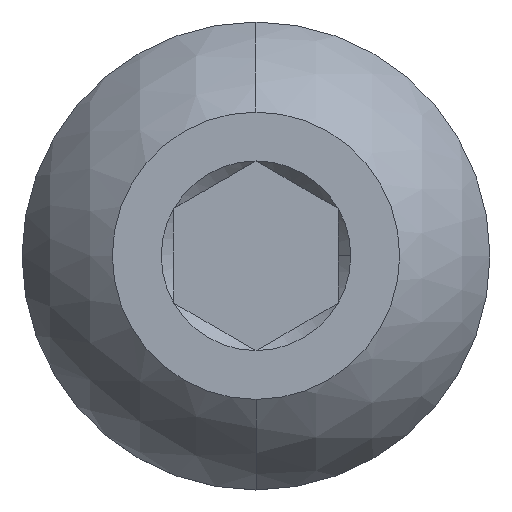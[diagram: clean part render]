
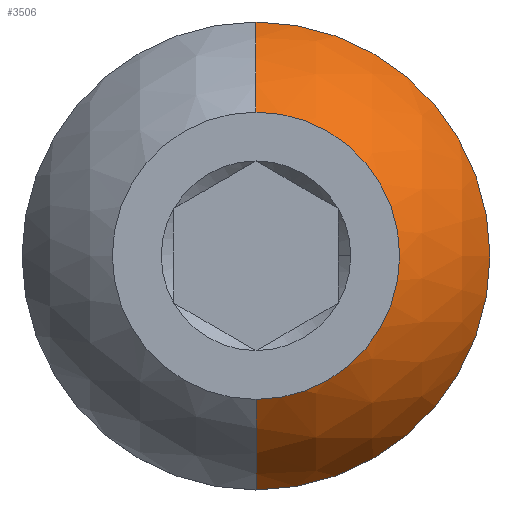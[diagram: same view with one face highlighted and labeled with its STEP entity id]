
A CAD part, top view. The second image highlights one B-rep face of the part: STEP entity #3506.
In plain terms, the highlighted spherical face has radius 3.056 mm.
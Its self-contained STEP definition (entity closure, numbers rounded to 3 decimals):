
#13 = VERTEX_POINT ( 'NONE', #3757 ) ;
#14 = CARTESIAN_POINT ( 'NONE',  ( 0., 0., -1.403 ) ) ;
#144 = CARTESIAN_POINT ( 'NONE',  ( 0., 2.85, -1.403 ) ) ;
#291 = CARTESIAN_POINT ( 'NONE',  ( 0., -1.75, 0. ) ) ;
#564 = EDGE_CURVE ( 'NONE', #742, #2822, #1803, .T. ) ;
#693 = DIRECTION ( 'NONE',  ( 0., 0., 1. ) ) ;
#742 = VERTEX_POINT ( 'NONE', #291 ) ;
#1203 = ORIENTED_EDGE ( 'NONE', *, *, #1645, .T. ) ;
#1290 = FACE_OUTER_BOUND ( 'NONE', #3841, .T. ) ;
#1304 = CARTESIAN_POINT ( 'NONE',  ( 0., 1.75, 0. ) ) ;
#1327 = CARTESIAN_POINT ( 'NONE',  ( 0., 0., -2.505 ) ) ;
#1376 = DIRECTION ( 'NONE',  ( 0., -1., 0. ) ) ;
#1393 = AXIS2_PLACEMENT_3D ( 'NONE', #2147, #693, #2164 ) ;
#1416 = EDGE_CURVE ( 'NONE', #4479, #2822, #1884, .T. ) ;
#1497 = ORIENTED_EDGE ( 'NONE', *, *, #1416, .T. ) ;
#1514 = AXIS2_PLACEMENT_3D ( 'NONE', #14, #3000, #4506 ) ;
#1621 = CIRCLE ( 'NONE', #3311, 3.056 ) ;
#1645 = EDGE_CURVE ( 'NONE', #3766, #13, #2765, .T. ) ;
#1803 = CIRCLE ( 'NONE', #4408, 1.75 ) ;
#1818 = CIRCLE ( 'NONE', #1393, 2.85 ) ;
#1884 = CIRCLE ( 'NONE', #4529, 3.056 ) ;
#2042 = DIRECTION ( 'NONE',  ( 0., -1., 0. ) ) ;
#2147 = CARTESIAN_POINT ( 'NONE',  ( 0., 0., -1.403 ) ) ;
#2162 = DIRECTION ( 'NONE',  ( 0., 0., 1. ) ) ;
#2164 = DIRECTION ( 'NONE',  ( 1., 0., 0. ) ) ;
#2347 = ORIENTED_EDGE ( 'NONE', *, *, #564, .F. ) ;
#2424 = EDGE_CURVE ( 'NONE', #13, #4479, #1818, .T. ) ;
#2431 = DIRECTION ( 'NONE',  ( 0., 1., 0. ) ) ;
#2552 = DIRECTION ( 'NONE',  ( 1., 0., 0. ) ) ;
#2765 = CIRCLE ( 'NONE', #1514, 2.85 ) ;
#2792 = CARTESIAN_POINT ( 'NONE',  ( 0., 0., -2.505 ) ) ;
#2822 = VERTEX_POINT ( 'NONE', #1304 ) ;
#2980 = CARTESIAN_POINT ( 'NONE',  ( 0., -2.85, -1.403 ) ) ;
#3000 = DIRECTION ( 'NONE',  ( 0., 0., 1. ) ) ;
#3151 = ORIENTED_EDGE ( 'NONE', *, *, #2424, .T. ) ;
#3311 = AXIS2_PLACEMENT_3D ( 'NONE', #3553, #4303, #2042 ) ;
#3506 = ADVANCED_FACE ( 'NONE', ( #1290 ), #4516, .T. ) ;
#3553 = CARTESIAN_POINT ( 'NONE',  ( 0., 0., -2.505 ) ) ;
#3618 = AXIS2_PLACEMENT_3D ( 'NONE', #1327, #3630, #1376 ) ;
#3630 = DIRECTION ( 'NONE',  ( 1., 0., 0. ) ) ;
#3757 = CARTESIAN_POINT ( 'NONE',  ( 2.85, 0., -1.403 ) ) ;
#3766 = VERTEX_POINT ( 'NONE', #2980 ) ;
#3841 = EDGE_LOOP ( 'NONE', ( #1203, #3151, #1497, #2347, #4357 ) ) ;
#3925 = DIRECTION ( 'NONE',  ( 1., 0., 0. ) ) ;
#4303 = DIRECTION ( 'NONE',  ( -1., 0., 0. ) ) ;
#4357 = ORIENTED_EDGE ( 'NONE', *, *, #4745, .F. ) ;
#4407 = CARTESIAN_POINT ( 'NONE',  ( 0., 0., 0. ) ) ;
#4408 = AXIS2_PLACEMENT_3D ( 'NONE', #4407, #2162, #2552 ) ;
#4479 = VERTEX_POINT ( 'NONE', #144 ) ;
#4506 = DIRECTION ( 'NONE',  ( 1., 0., 0. ) ) ;
#4516 = SPHERICAL_SURFACE ( 'NONE', #3618, 3.056 ) ;
#4529 = AXIS2_PLACEMENT_3D ( 'NONE', #2792, #3925, #2431 ) ;
#4745 = EDGE_CURVE ( 'NONE', #3766, #742, #1621, .T. ) ;
